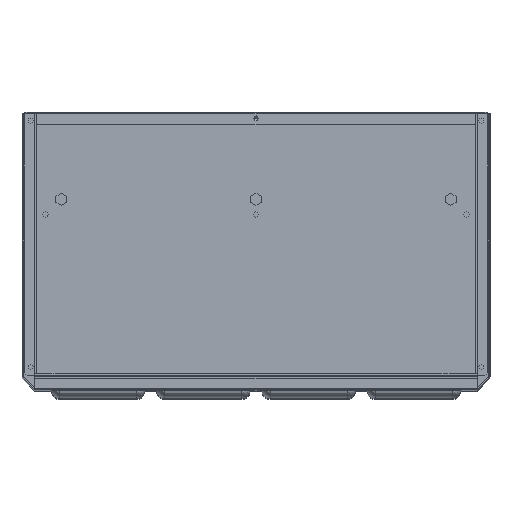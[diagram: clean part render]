
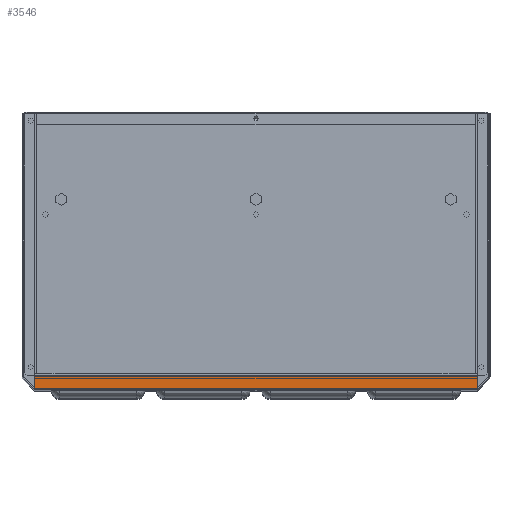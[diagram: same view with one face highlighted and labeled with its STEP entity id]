
A CAD part, top view. The second image highlights one B-rep face of the part: STEP entity #3546.
In plain terms, the highlighted planar face has unit normal (0, 0, 1).
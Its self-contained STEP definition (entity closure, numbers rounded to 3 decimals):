
#3546=ADVANCED_FACE('',(#6186),#40288,.T.);
#6186=FACE_OUTER_BOUND('',#8826,.T.);
#8826=EDGE_LOOP('',(#15721,#15722,#15723,#15724));
#15721=ORIENTED_EDGE('',*,*,#25895,.F.);
#15722=ORIENTED_EDGE('',*,*,#25894,.F.);
#15723=ORIENTED_EDGE('',*,*,#25893,.T.);
#15724=ORIENTED_EDGE('',*,*,#25887,.T.);
#25887=EDGE_CURVE('',#37491,#37490,#30991,.T.);
#25893=EDGE_CURVE('',#37495,#37491,#30997,.T.);
#25894=EDGE_CURVE('',#37495,#37496,#30998,.T.);
#25895=EDGE_CURVE('',#37496,#37490,#30999,.T.);
#30991=B_SPLINE_CURVE_WITH_KNOTS('',1,(#81687,#81688),.UNSPECIFIED.,.F.,
 .F.,(2,2),(11.,22.),.UNSPECIFIED.);
#30997=B_SPLINE_CURVE_WITH_KNOTS('',1,(#81699,#81700),.UNSPECIFIED.,.F.,
 .F.,(2,2),(-378.,0.),.UNSPECIFIED.);
#30998=B_SPLINE_CURVE_WITH_KNOTS('',1,(#81701,#81702),.UNSPECIFIED.,.F.,
 .F.,(2,2),(11.,22.),.UNSPECIFIED.);
#30999=B_SPLINE_CURVE_WITH_KNOTS('',1,(#81703,#81704),.UNSPECIFIED.,.F.,
 .F.,(2,2),(-378.,0.),.UNSPECIFIED.);
#37490=VERTEX_POINT('',#81670);
#37491=VERTEX_POINT('',#81671);
#37495=VERTEX_POINT('',#81675);
#37496=VERTEX_POINT('',#81676);
#40288=PLANE('',#41944);
#41944=AXIS2_PLACEMENT_3D('',#81662,#42330,$);
#42330=DIRECTION('',(0.,0.,1.));
#81662=CARTESIAN_POINT('',(-350.099,-190.776,675.125));
#81670=CARTESIAN_POINT('',(-350.099,-190.776,675.125));
#81671=CARTESIAN_POINT('',(-350.099,-179.776,675.125));
#81675=CARTESIAN_POINT('',(27.901,-179.776,675.125));
#81676=CARTESIAN_POINT('',(27.901,-190.776,675.125));
#81687=CARTESIAN_POINT('',(-350.099,-179.776,675.125));
#81688=CARTESIAN_POINT('',(-350.099,-190.776,675.125));
#81699=CARTESIAN_POINT('',(27.901,-179.776,675.125));
#81700=CARTESIAN_POINT('',(-350.099,-179.776,675.125));
#81701=CARTESIAN_POINT('',(27.901,-179.776,675.125));
#81702=CARTESIAN_POINT('',(27.901,-190.776,675.125));
#81703=CARTESIAN_POINT('',(27.901,-190.776,675.125));
#81704=CARTESIAN_POINT('',(-350.099,-190.776,675.125));
